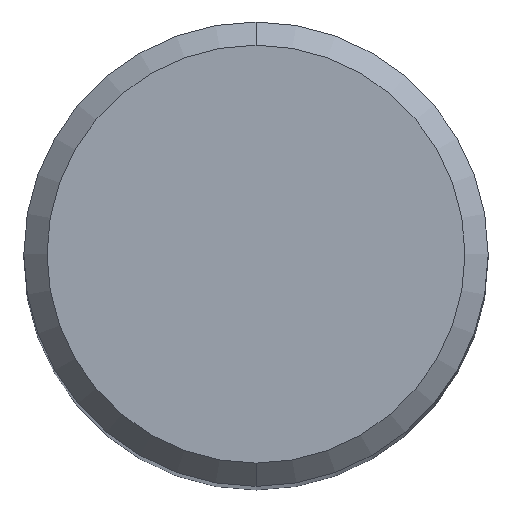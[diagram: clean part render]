
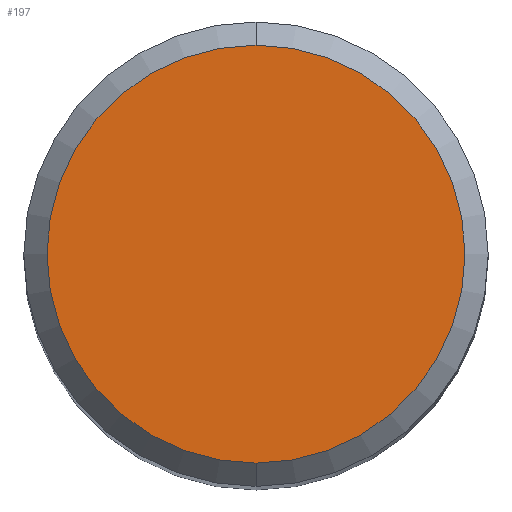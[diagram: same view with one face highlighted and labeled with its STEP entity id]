
A CAD part, top view. The second image highlights one B-rep face of the part: STEP entity #197.
In plain terms, the highlighted planar face has unit normal (0, 0, 1).
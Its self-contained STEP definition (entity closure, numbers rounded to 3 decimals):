
#183=VERTEX_POINT('',#492);
#197=ADVANCED_FACE('',(#506),#507,.T.);
#301=EDGE_CURVE('',#183,#423,#619,.T.);
#407=EDGE_CURVE('',#423,#183,#737,.T.);
#423=VERTEX_POINT('',#755);
#492=CARTESIAN_POINT('',(0.,-3.6,0.0));
#506=FACE_OUTER_BOUND('',#869,.T.);
#507=PLANE('',#870);
#619=CIRCLE('',#1108,3.6);
#737=CIRCLE('',#1369,3.6);
#755=CARTESIAN_POINT('',(0.0,3.6,0.0));
#869=EDGE_LOOP('',(#1477,#1478));
#870=AXIS2_PLACEMENT_3D('',#1479,#1480,#1481);
#1108=AXIS2_PLACEMENT_3D('',#1588,#1589,#1590);
#1369=AXIS2_PLACEMENT_3D('',#1725,#1726,#1727);
#1477=ORIENTED_EDGE('',*,*,#407,.F.);
#1478=ORIENTED_EDGE('',*,*,#301,.F.);
#1479=CARTESIAN_POINT('',(0.0,1.8,0.0));
#1480=DIRECTION('',(-0.0,0.0,1.0));
#1481=DIRECTION('',(0.0,-1.0,0.0));
#1588=CARTESIAN_POINT('',(0.0,0.0,0.0));
#1589=DIRECTION('',(0.0,0.0,-1.0));
#1590=DIRECTION('',(0.0,1.0,0.0));
#1725=CARTESIAN_POINT('',(0.0,0.0,0.0));
#1726=DIRECTION('',(0.0,0.0,-1.0));
#1727=DIRECTION('',(0.0,1.0,0.0));
